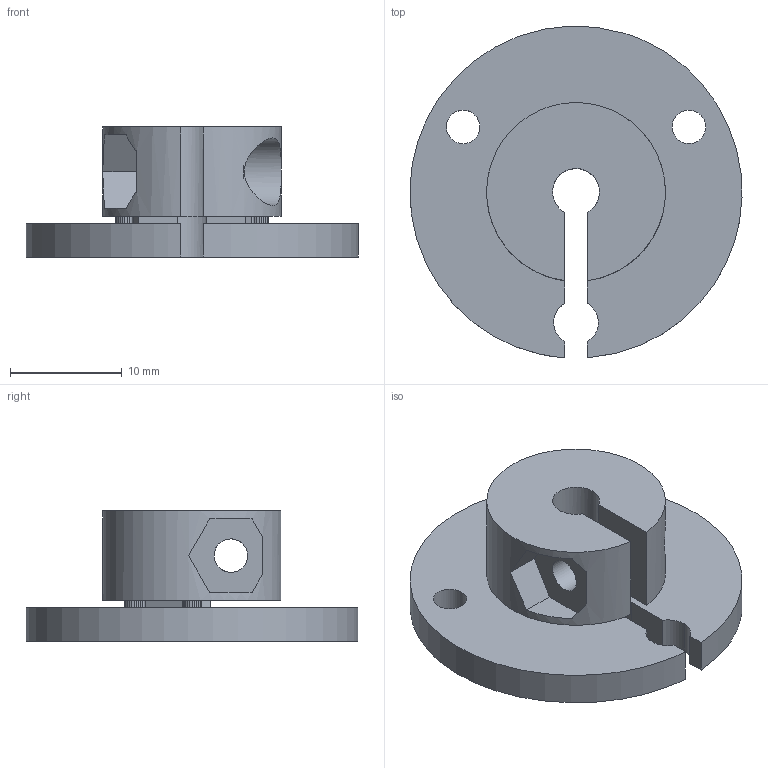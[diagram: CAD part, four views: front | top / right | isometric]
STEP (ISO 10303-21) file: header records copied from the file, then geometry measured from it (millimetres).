
FILE_DESCRIPTION(/* description */ (''),/* implementation_level */ '2;1');
FILE_NAME(/* name */ 'mDC4_2',/* time_stamp */ '2024-11-26T14:42:06+03:00',/* author */ (''),/* organization */ (''),/* preprocessor_version */ 'ST-DEVELOPER v16.5',/* originating_system */ 'Rhino 7.23',/* authorisation */ '');
FILE_SCHEMA (('CONFIG_CONTROL_DESIGN'));
Length unit declared in the file: millimetre
Products named in the file (1): Document
Bounding box: 29.72 x 29.69 x 11.64 mm (x, y, z)
Volume: 3149.9 mm3; surface area: 2671.6 mm2
Topology: 1 solids, 1 shells, 113 faces, 325 edges, 216 vertices
Faces by surface type: plane 91, cylinder 14, bspline 8
Full cylindrical faces by diameter (mm): 3 x4, 6.039 x1
Entity records: 4048 total; most frequent: CARTESIAN_POINT 1808, ORIENTED_EDGE 650, EDGE_CURVE 325, B_SPLINE_CURVE_WITH_KNOTS 278, VERTEX_POINT 216, EDGE_LOOP 123, ADVANCED_FACE 113, FACE_OUTER_BOUND 113
